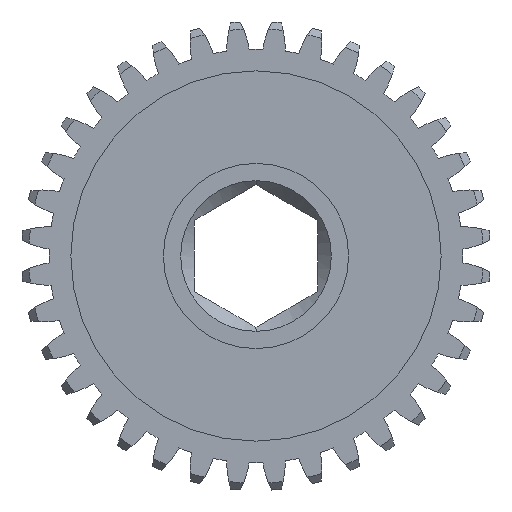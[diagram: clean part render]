
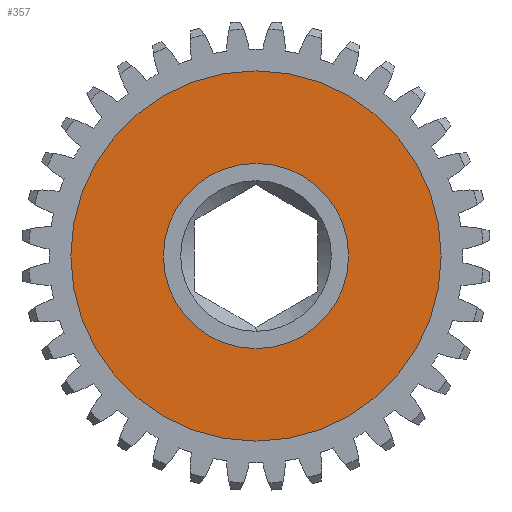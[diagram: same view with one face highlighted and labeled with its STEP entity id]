
A CAD part, left-side view. The second image highlights one B-rep face of the part: STEP entity #357.
In plain terms, the highlighted planar face has unit normal (-1, 0, 0).
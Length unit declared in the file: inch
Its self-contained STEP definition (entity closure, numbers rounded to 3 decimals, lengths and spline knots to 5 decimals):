
#210 = CIRCLE ( 'NONE', #1320, 0.75 ) ;
#306 = EDGE_CURVE ( 'NONE', #854, #7993, #380, .T. ) ;
#323 = FACE_OUTER_BOUND ( 'NONE', #7017, .T. ) ;
#357 = ADVANCED_FACE ( 'NONE', ( #452, #323 ), #2996, .T. ) ;
#364 = DIRECTION ( 'NONE',  ( 0., 0., 1. ) ) ;
#380 = CIRCLE ( 'NONE', #8615, 0.375 ) ;
#452 = FACE_BOUND ( 'NONE', #6139, .T. ) ;
#493 = AXIS2_PLACEMENT_3D ( 'NONE', #8359, #6992, #8321 ) ;
#854 = VERTEX_POINT ( 'NONE', #3564 ) ;
#891 = DIRECTION ( 'NONE',  ( -1., 0., 0. ) ) ;
#1100 = DIRECTION ( 'NONE',  ( -1., 0., 0. ) ) ;
#1320 = AXIS2_PLACEMENT_3D ( 'NONE', #1751, #1100, #1705 ) ;
#1496 = AXIS2_PLACEMENT_3D ( 'NONE', #8323, #7799, #364 ) ;
#1705 = DIRECTION ( 'NONE',  ( 0., 0., 1. ) ) ;
#1751 = CARTESIAN_POINT ( 'NONE',  ( 0.1375, 0., 0. ) ) ;
#1923 = VERTEX_POINT ( 'NONE', #6632 ) ;
#2264 = EDGE_CURVE ( 'NONE', #7993, #854, #2295, .T. ) ;
#2295 = CIRCLE ( 'NONE', #493, 0.375 ) ;
#2995 = VERTEX_POINT ( 'NONE', #7527 ) ;
#2996 = PLANE ( 'NONE',  #1496 ) ;
#3564 = CARTESIAN_POINT ( 'NONE',  ( 0.1375, 0., -0.375 ) ) ;
#4010 = ORIENTED_EDGE ( 'NONE', *, *, #306, .F. ) ;
#4581 = CARTESIAN_POINT ( 'NONE',  ( 0.1375, 0., 0.375 ) ) ;
#4960 = DIRECTION ( 'NONE',  ( -1., 0., 0. ) ) ;
#4984 = CARTESIAN_POINT ( 'NONE',  ( 0.1375, 0., 0. ) ) ;
#5385 = EDGE_CURVE ( 'NONE', #2995, #1923, #210, .T. ) ;
#5518 = ORIENTED_EDGE ( 'NONE', *, *, #2264, .F. ) ;
#5581 = DIRECTION ( 'NONE',  ( 0., 0., 1. ) ) ;
#6139 = EDGE_LOOP ( 'NONE', ( #4010, #5518 ) ) ;
#6277 = CARTESIAN_POINT ( 'NONE',  ( 0.1375, 0., 0. ) ) ;
#6409 = AXIS2_PLACEMENT_3D ( 'NONE', #4984, #891, #5581 ) ;
#6632 = CARTESIAN_POINT ( 'NONE',  ( 0.1375, 0., 0.75 ) ) ;
#6683 = ORIENTED_EDGE ( 'NONE', *, *, #6968, .T. ) ;
#6968 = EDGE_CURVE ( 'NONE', #1923, #2995, #7652, .T. ) ;
#6992 = DIRECTION ( 'NONE',  ( -1., 0., 0. ) ) ;
#7017 = EDGE_LOOP ( 'NONE', ( #6683, #7179 ) ) ;
#7179 = ORIENTED_EDGE ( 'NONE', *, *, #5385, .T. ) ;
#7527 = CARTESIAN_POINT ( 'NONE',  ( 0.1375, 0., -0.75 ) ) ;
#7652 = CIRCLE ( 'NONE', #6409, 0.75 ) ;
#7663 = DIRECTION ( 'NONE',  ( 0., 0., 1. ) ) ;
#7799 = DIRECTION ( 'NONE',  ( -1., 0., 0. ) ) ;
#7993 = VERTEX_POINT ( 'NONE', #4581 ) ;
#8321 = DIRECTION ( 'NONE',  ( 0., 0., 1. ) ) ;
#8323 = CARTESIAN_POINT ( 'NONE',  ( 0.1375, 0., 0. ) ) ;
#8359 = CARTESIAN_POINT ( 'NONE',  ( 0.1375, 0., 0. ) ) ;
#8615 = AXIS2_PLACEMENT_3D ( 'NONE', #6277, #4960, #7663 ) ;
